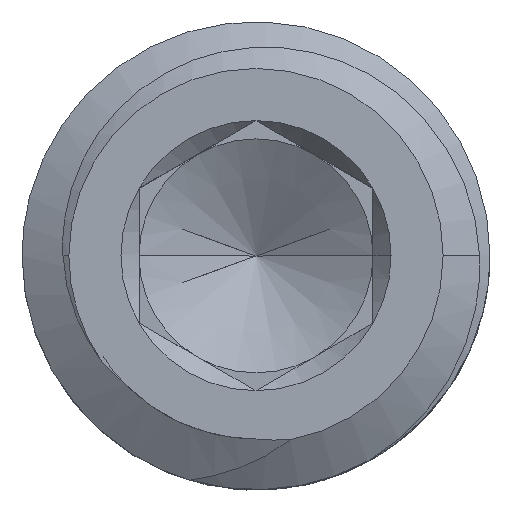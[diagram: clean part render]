
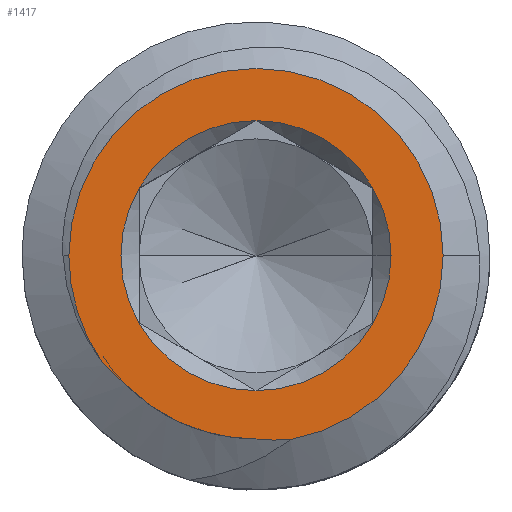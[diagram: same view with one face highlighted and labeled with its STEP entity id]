
A CAD part, top view. The second image highlights one B-rep face of the part: STEP entity #1417.
In plain terms, the highlighted planar face has unit normal (0, 0, 1).
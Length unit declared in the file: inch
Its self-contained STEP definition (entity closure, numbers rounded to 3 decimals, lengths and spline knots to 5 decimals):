
#31 = VERTEX_POINT ( 'NONE', #2118 ) ;
#43 = CARTESIAN_POINT ( 'NONE',  ( 0., 0.10825, 0.25 ) ) ;
#44 = VERTEX_POINT ( 'NONE', #2312 ) ;
#107 = VERTEX_POINT ( 'NONE', #729 ) ;
#142 = VERTEX_POINT ( 'NONE', #488 ) ;
#144 = B_SPLINE_CURVE_WITH_KNOTS ( 'NONE', 3,
 ( #723, #1968, #1166, #2550 ),
 .UNSPECIFIED., .F., .F.,
 ( 4, 4 ),
 ( 0.0014, 0.00209 ),
 .UNSPECIFIED. ) ;
#159 = CARTESIAN_POINT ( 'NONE',  ( 0., 0., 0.25 ) ) ;
#170 = PLANE ( 'NONE',  #646 ) ;
#179 = VERTEX_POINT ( 'NONE', #43 ) ;
#191 = VERTEX_POINT ( 'NONE', #2405 ) ;
#204 = CARTESIAN_POINT ( 'NONE',  ( 0.00917, -0.14792, 0.25 ) ) ;
#214 = CARTESIAN_POINT ( 'NONE',  ( -0.10388, -0.10388, 0.25 ) ) ;
#238 = VERTEX_POINT ( 'NONE', #1219 ) ;
#257 = DIRECTION ( 'NONE',  ( 0., 0., -1. ) ) ;
#405 = DIRECTION ( 'NONE',  ( 0., 0., -1. ) ) ;
#423 = AXIS2_PLACEMENT_3D ( 'NONE', #444, #1898, #651 ) ;
#434 = CARTESIAN_POINT ( 'NONE',  ( 0., 0., 0.25 ) ) ;
#437 = CARTESIAN_POINT ( 'NONE',  ( 0., -0.14691, 0.25 ) ) ;
#444 = CARTESIAN_POINT ( 'NONE',  ( 0., 0., 0.25 ) ) ;
#488 = CARTESIAN_POINT ( 'NONE',  ( 0., -0.14691, 0.25 ) ) ;
#503 = VERTEX_POINT ( 'NONE', #871 ) ;
#546 = EDGE_CURVE ( 'NONE', #2488, #2589, #2382, .T. ) ;
#575 = CARTESIAN_POINT ( 'NONE',  ( -0.10388, -0.10388, 0.25 ) ) ;
#580 = ORIENTED_EDGE ( 'NONE', *, *, #1938, .T. ) ;
#596 = ORIENTED_EDGE ( 'NONE', *, *, #1243, .F. ) ;
#607 = AXIS2_PLACEMENT_3D ( 'NONE', #1050, #2303, #2100 ) ;
#609 = CARTESIAN_POINT ( 'NONE',  ( -0.07352, -0.12755, 0.25 ) ) ;
#611 = ORIENTED_EDGE ( 'NONE', *, *, #1262, .F. ) ;
#616 = ORIENTED_EDGE ( 'NONE', *, *, #2592, .T. ) ;
#623 = ORIENTED_EDGE ( 'NONE', *, *, #1551, .F. ) ;
#626 = CARTESIAN_POINT ( 'NONE',  ( 0., 0., 0.25 ) ) ;
#630 = ORIENTED_EDGE ( 'NONE', *, *, #918, .T. ) ;
#637 = ORIENTED_EDGE ( 'NONE', *, *, #1271, .F. ) ;
#642 = DIRECTION ( 'NONE',  ( -1., 0., 0. ) ) ;
#646 = AXIS2_PLACEMENT_3D ( 'NONE', #159, #2016, #780 ) ;
#651 = DIRECTION ( 'NONE',  ( 1., 0., 0. ) ) ;
#652 = ORIENTED_EDGE ( 'NONE', *, *, #1947, .F. ) ;
#654 = CARTESIAN_POINT ( 'NONE',  ( 0., 0., 0.25 ) ) ;
#663 = ORIENTED_EDGE ( 'NONE', *, *, #546, .F. ) ;
#668 = ORIENTED_EDGE ( 'NONE', *, *, #2518, .F. ) ;
#681 = ORIENTED_EDGE ( 'NONE', *, *, #694, .F. ) ;
#685 = ORIENTED_EDGE ( 'NONE', *, *, #1110, .F. ) ;
#694 = EDGE_CURVE ( 'NONE', #107, #191, #2304, .T. ) ;
#723 = CARTESIAN_POINT ( 'NONE',  ( -0.12364, -0.08493, 0.25 ) ) ;
#729 = CARTESIAN_POINT ( 'NONE',  ( 0.10825, 0., 0.25 ) ) ;
#780 = DIRECTION ( 'NONE',  ( 1., 0., 0. ) ) ;
#799 = CARTESIAN_POINT ( 'NONE',  ( 0., -0.10825, 0.25 ) ) ;
#817 = CARTESIAN_POINT ( 'NONE',  ( -0.0473, -0.13942, 0.25 ) ) ;
#836 = DIRECTION ( 'NONE',  ( 1., 0., 0. ) ) ;
#865 = DIRECTION ( 'NONE',  ( 1., 0., 0. ) ) ;
#871 = CARTESIAN_POINT ( 'NONE',  ( 0.02738, -0.14748, 0.25 ) ) ;
#875 = VERTEX_POINT ( 'NONE', #2630 ) ;
#905 = B_SPLINE_CURVE_WITH_KNOTS ( 'NONE', 3,
 ( #214, #2037, #1858, #609, #2047, #817, #2255, #1046, #2450, #1266 ),
 .UNSPECIFIED., .F., .F.,
 ( 4, 2, 2, 2, 4 ),
 ( 0., 0.00074, 0.00148, 0.00221, 0.00295 ),
 .UNSPECIFIED. ) ;
#918 = EDGE_CURVE ( 'NONE', #142, #503, #2571, .T. ) ;
#928 = VERTEX_POINT ( 'NONE', #1251 ) ;
#929 = AXIS2_PLACEMENT_3D ( 'NONE', #434, #1888, #642 ) ;
#995 = EDGE_LOOP ( 'NONE', ( #616, #630, #611, #596, #623, #580 ) ) ;
#1027 = DIRECTION ( 'NONE',  ( 0., 0., 1. ) ) ;
#1035 = CARTESIAN_POINT ( 'NONE',  ( 0.02738, -0.14748, 0.25 ) ) ;
#1040 = DIRECTION ( 'NONE',  ( 0., 0., 1. ) ) ;
#1046 = CARTESIAN_POINT ( 'NONE',  ( -0.01923, -0.14595, 0.25 ) ) ;
#1050 = CARTESIAN_POINT ( 'NONE',  ( 0., 0., 0.25 ) ) ;
#1084 = AXIS2_PLACEMENT_3D ( 'NONE', #1663, #405, #1853 ) ;
#1110 = EDGE_CURVE ( 'NONE', #191, #179, #2166, .T. ) ;
#1114 = EDGE_LOOP ( 'NONE', ( #685, #681, #2375, #668, #663, #637, #652 ) ) ;
#1166 = CARTESIAN_POINT ( 'NONE',  ( -0.11104, -0.09814, 0.25 ) ) ;
#1207 = CARTESIAN_POINT ( 'NONE',  ( 0., 0., 0.25 ) ) ;
#1219 = CARTESIAN_POINT ( 'NONE',  ( -0.15, 0., 0.25 ) ) ;
#1243 = EDGE_CURVE ( 'NONE', #238, #928, #2110, .T. ) ;
#1251 = CARTESIAN_POINT ( 'NONE',  ( 0.15, 0., 0.25 ) ) ;
#1262 = EDGE_CURVE ( 'NONE', #928, #503, #2036, .T. ) ;
#1266 = CARTESIAN_POINT ( 'NONE',  ( 0., -0.14691, 0.25 ) ) ;
#1271 = EDGE_CURVE ( 'NONE', #44, #2488, #2030, .T. ) ;
#1372 = AXIS2_PLACEMENT_3D ( 'NONE', #1506, #257, #1702 ) ;
#1417 = ADVANCED_FACE ( 'NONE', ( #1936, #1914 ), #170, .T. ) ;
#1506 = CARTESIAN_POINT ( 'NONE',  ( 0., 0., 0.25 ) ) ;
#1542 = AXIS2_PLACEMENT_3D ( 'NONE', #2235, #1027, #2429 ) ;
#1551 = EDGE_CURVE ( 'NONE', #875, #238, #1865, .T. ) ;
#1589 = CIRCLE ( 'NONE', #1542, 0.10825 ) ;
#1639 = AXIS2_PLACEMENT_3D ( 'NONE', #654, #2092, #865 ) ;
#1657 = EDGE_CURVE ( 'NONE', #31, #107, #1837, .T. ) ;
#1663 = CARTESIAN_POINT ( 'NONE',  ( 0., 0., 0.25 ) ) ;
#1702 = DIRECTION ( 'NONE',  ( -1., 0., 0. ) ) ;
#1724 = CIRCLE ( 'NONE', #2366, 0.10825 ) ;
#1740 = AXIS2_PLACEMENT_3D ( 'NONE', #1207, #1899, #1884 ) ;
#1760 = AXIS2_PLACEMENT_3D ( 'NONE', #626, #2064, #836 ) ;
#1837 = CIRCLE ( 'NONE', #1760, 0.10825 ) ;
#1853 = DIRECTION ( 'NONE',  ( -1., 0., 0. ) ) ;
#1858 = CARTESIAN_POINT ( 'NONE',  ( -0.08947, -0.11691, 0.25 ) ) ;
#1865 = CIRCLE ( 'NONE', #1084, 0.15 ) ;
#1884 = DIRECTION ( 'NONE',  ( 1., 0., 0. ) ) ;
#1888 = DIRECTION ( 'NONE',  ( 0., 0., -1. ) ) ;
#1898 = DIRECTION ( 'NONE',  ( 0., 0., 1. ) ) ;
#1899 = DIRECTION ( 'NONE',  ( 0., 0., 1. ) ) ;
#1914 = FACE_OUTER_BOUND ( 'NONE', #995, .T. ) ;
#1936 = FACE_BOUND ( 'NONE', #1114, .T. ) ;
#1938 = EDGE_CURVE ( 'NONE', #875, #2466, #144, .T. ) ;
#1947 = EDGE_CURVE ( 'NONE', #179, #44, #1724, .T. ) ;
#1968 = CARTESIAN_POINT ( 'NONE',  ( -0.11763, -0.09183, 0.25 ) ) ;
#2016 = DIRECTION ( 'NONE',  ( 0., 0., 1. ) ) ;
#2030 = CIRCLE ( 'NONE', #1639, 0.10825 ) ;
#2036 = CIRCLE ( 'NONE', #1372, 0.15 ) ;
#2037 = CARTESIAN_POINT ( 'NONE',  ( -0.09702, -0.11073, 0.25 ) ) ;
#2047 = CARTESIAN_POINT ( 'NONE',  ( -0.06508, -0.13205, 0.25 ) ) ;
#2064 = DIRECTION ( 'NONE',  ( 0., 0., 1. ) ) ;
#2092 = DIRECTION ( 'NONE',  ( 0., 0., 1. ) ) ;
#2100 = DIRECTION ( 'NONE',  ( 1., 0., 0. ) ) ;
#2110 = CIRCLE ( 'NONE', #929, 0.15 ) ;
#2118 = CARTESIAN_POINT ( 'NONE',  ( 0.09375, -0.05413, 0.25 ) ) ;
#2166 = CIRCLE ( 'NONE', #423, 0.10825 ) ;
#2235 = CARTESIAN_POINT ( 'NONE',  ( 0., 0., 0.25 ) ) ;
#2242 = CARTESIAN_POINT ( 'NONE',  ( 0.0183, -0.14811, 0.25 ) ) ;
#2248 = CARTESIAN_POINT ( 'NONE',  ( 0., 0., 0.25 ) ) ;
#2255 = CARTESIAN_POINT ( 'NONE',  ( -0.03798, -0.14223, 0.25 ) ) ;
#2303 = DIRECTION ( 'NONE',  ( 0., 0., 1. ) ) ;
#2304 = CIRCLE ( 'NONE', #1740, 0.10825 ) ;
#2312 = CARTESIAN_POINT ( 'NONE',  ( -0.09375, 0.05413, 0.25 ) ) ;
#2366 = AXIS2_PLACEMENT_3D ( 'NONE', #2248, #1040, #2443 ) ;
#2375 = ORIENTED_EDGE ( 'NONE', *, *, #1657, .F. ) ;
#2382 = CIRCLE ( 'NONE', #607, 0.10825 ) ;
#2405 = CARTESIAN_POINT ( 'NONE',  ( 0.09375, 0.05413, 0.25 ) ) ;
#2421 = CARTESIAN_POINT ( 'NONE',  ( -0.09375, -0.05413, 0.25 ) ) ;
#2429 = DIRECTION ( 'NONE',  ( 1., 0., 0. ) ) ;
#2443 = DIRECTION ( 'NONE',  ( 1., 0., 0. ) ) ;
#2450 = CARTESIAN_POINT ( 'NONE',  ( -0.0097, -0.14691, 0.25 ) ) ;
#2466 = VERTEX_POINT ( 'NONE', #575 ) ;
#2488 = VERTEX_POINT ( 'NONE', #2421 ) ;
#2518 = EDGE_CURVE ( 'NONE', #2589, #31, #1589, .T. ) ;
#2550 = CARTESIAN_POINT ( 'NONE',  ( -0.10388, -0.10388, 0.25 ) ) ;
#2571 = B_SPLINE_CURVE_WITH_KNOTS ( 'NONE', 3,
 ( #437, #204, #2242, #1035 ),
 .UNSPECIFIED., .F., .F.,
 ( 4, 4 ),
 ( 0., 0.00069 ),
 .UNSPECIFIED. ) ;
#2589 = VERTEX_POINT ( 'NONE', #799 ) ;
#2592 = EDGE_CURVE ( 'NONE', #2466, #142, #905, .T. ) ;
#2630 = CARTESIAN_POINT ( 'NONE',  ( -0.12364, -0.08493, 0.25 ) ) ;
